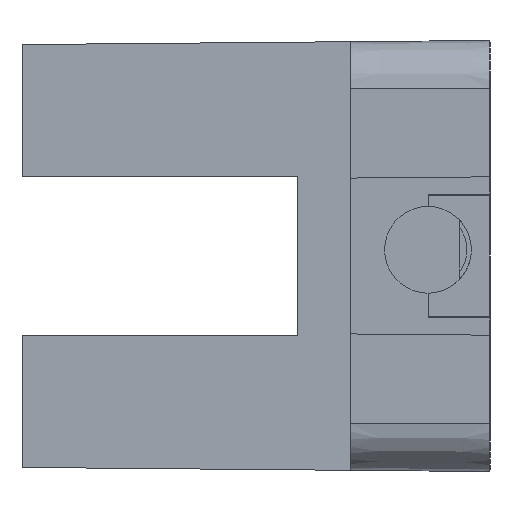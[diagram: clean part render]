
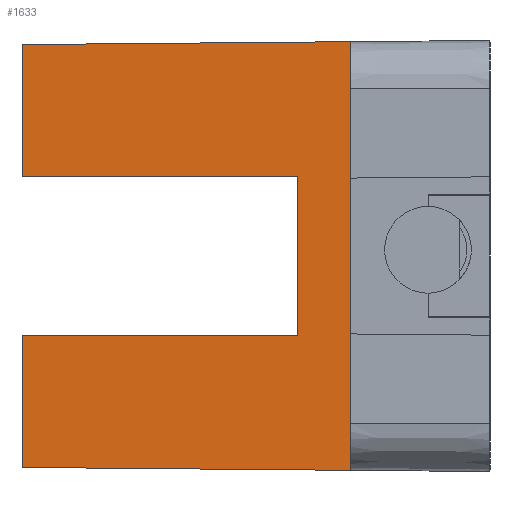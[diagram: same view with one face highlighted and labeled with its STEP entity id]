
A CAD part, left-side view. The second image highlights one B-rep face of the part: STEP entity #1633.
In plain terms, the highlighted planar face has unit normal (-1, 0.009, 0).
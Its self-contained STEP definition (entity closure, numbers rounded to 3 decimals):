
#193=DIRECTION('',(0.009,1.,0.009));
#194=VECTOR('',#193,10.601);
#195=CARTESIAN_POINT('',(-3.015,-8.1,-3.915));
#196=LINE('',#195,#194);
#197=DIRECTION('',(0.,0.,1.));
#198=VECTOR('',#197,4.272);
#199=CARTESIAN_POINT('',(-2.922,2.5,-3.822));
#200=LINE('',#199,#198);
#201=DIRECTION('',(-0.009,-1.,0.));
#202=VECTOR('',#201,8.9);
#203=CARTESIAN_POINT('',(-2.922,2.5,0.45));
#204=LINE('',#203,#202);
#205=DIRECTION('',(0.,0.,1.));
#206=VECTOR('',#205,5.1);
#207=CARTESIAN_POINT('',(-3.,-6.4,0.45));
#208=LINE('',#207,#206);
#209=DIRECTION('',(-0.009,-1.,0.));
#210=VECTOR('',#209,8.9);
#211=CARTESIAN_POINT('',(-2.922,2.5,5.55));
#212=LINE('',#211,#210);
#213=DIRECTION('',(0.,0.,-1.));
#214=VECTOR('',#213,4.272);
#215=CARTESIAN_POINT('',(-2.922,2.5,9.822));
#216=LINE('',#215,#214);
#217=DIRECTION('',(0.009,1.,-0.009));
#218=VECTOR('',#217,10.601);
#219=CARTESIAN_POINT('',(-3.015,-8.1,9.915));
#220=LINE('',#219,#218);
#234=DIRECTION('',(0.,0.,1.));
#235=VECTOR('',#234,13.83);
#236=CARTESIAN_POINT('',(-3.015,-8.1,-3.915));
#237=LINE('',#236,#235);
#1313=CARTESIAN_POINT('',(-3.,-6.4,5.55));
#1314=VERTEX_POINT('',#1313);
#1317=CARTESIAN_POINT('',(-3.,-6.4,0.45));
#1318=VERTEX_POINT('',#1317);
#1319=CARTESIAN_POINT('',(-2.922,2.5,5.55));
#1321=VERTEX_POINT('',#1319);
#1323=CARTESIAN_POINT('',(-2.922,2.5,0.45));
#1325=VERTEX_POINT('',#1323);
#1349=CARTESIAN_POINT('',(-3.015,-8.1,9.915));
#1350=CARTESIAN_POINT('',(-2.922,2.5,9.822));
#1351=VERTEX_POINT('',#1349);
#1352=VERTEX_POINT('',#1350);
#1373=CARTESIAN_POINT('',(-3.015,-8.1,-3.915));
#1374=CARTESIAN_POINT('',(-2.922,2.5,-3.822));
#1375=VERTEX_POINT('',#1373);
#1376=VERTEX_POINT('',#1374);
#1611=CARTESIAN_POINT('',(-3.,-6.4,-4.867));
#1612=DIRECTION('',(-1.,0.009,0.));
#1613=DIRECTION('',(0.,0.,1.));
#1614=AXIS2_PLACEMENT_3D('',#1611,#1612,#1613);
#1615=PLANE('',#1614);
#1617=ORIENTED_EDGE('',*,*,#1616,.F.);
#1619=ORIENTED_EDGE('',*,*,#1618,.T.);
#1621=ORIENTED_EDGE('',*,*,#1620,.T.);
#1623=ORIENTED_EDGE('',*,*,#1622,.T.);
#1624=ORIENTED_EDGE('',*,*,#1569,.T.);
#1626=ORIENTED_EDGE('',*,*,#1625,.F.);
#1628=ORIENTED_EDGE('',*,*,#1627,.F.);
#1630=ORIENTED_EDGE('',*,*,#1629,.F.);
#1631=EDGE_LOOP('',(#1617,#1619,#1621,#1623,#1624,#1626,#1628,#1630));
#1632=FACE_OUTER_BOUND('',#1631,.F.);
#1569=EDGE_CURVE('',#1318,#1314,#208,.T.);
#1616=EDGE_CURVE('',#1375,#1351,#237,.T.);
#1618=EDGE_CURVE('',#1375,#1376,#196,.T.);
#1620=EDGE_CURVE('',#1376,#1325,#200,.T.);
#1622=EDGE_CURVE('',#1325,#1318,#204,.T.);
#1625=EDGE_CURVE('',#1321,#1314,#212,.T.);
#1627=EDGE_CURVE('',#1352,#1321,#216,.T.);
#1629=EDGE_CURVE('',#1351,#1352,#220,.T.);
#1633=ADVANCED_FACE('',(#1632),#1615,.T.);
